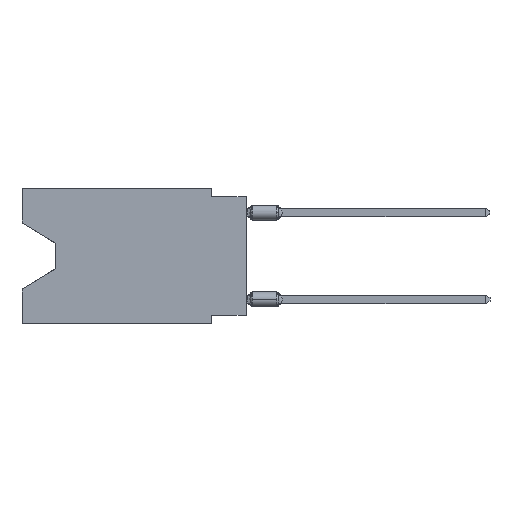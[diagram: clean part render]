
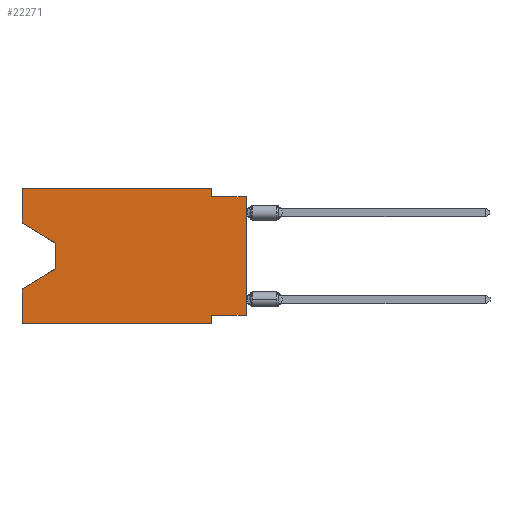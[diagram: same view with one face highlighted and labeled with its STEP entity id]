
A CAD part, left-side view. The second image highlights one B-rep face of the part: STEP entity #22271.
In plain terms, the highlighted planar face has unit normal (-1, 0, 0).
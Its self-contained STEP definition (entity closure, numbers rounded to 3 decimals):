
#317 = EDGE_LOOP ( 'NONE', ( #13606, #20476, #6422, #3700, #7521, #6021, #22885, #5401, #10756, #20085, #22346, #6363 ) ) ;
#638 = VERTEX_POINT ( 'NONE', #30106 ) ;
#1236 = CARTESIAN_POINT ( 'NONE',  ( 0., 16.383, 0. ) ) ;
#2208 = VERTEX_POINT ( 'NONE', #24944 ) ;
#2381 = EDGE_CURVE ( 'NONE', #3267, #638, #3147, .T. ) ;
#2462 = VECTOR ( 'NONE', #11399, 1000. ) ;
#2775 = CARTESIAN_POINT ( 'NONE',  ( 0., 0., -0.635 ) ) ;
#2917 = VERTEX_POINT ( 'NONE', #16784 ) ;
#3147 = LINE ( 'NONE', #30846, #19421 ) ;
#3172 = DIRECTION ( 'NONE',  ( 0., 0., 1. ) ) ;
#3267 = VERTEX_POINT ( 'NONE', #17825 ) ;
#3532 = LINE ( 'NONE', #28263, #25914 ) ;
#3700 = ORIENTED_EDGE ( 'NONE', *, *, #7545, .F. ) ;
#5016 = VECTOR ( 'NONE', #30905, 1000. ) ;
#5401 = ORIENTED_EDGE ( 'NONE', *, *, #15651, .T. ) ;
#5463 = CARTESIAN_POINT ( 'NONE',  ( 0., 16.383, 0. ) ) ;
#5602 = EDGE_CURVE ( 'NONE', #32225, #9012, #30157, .T. ) ;
#6021 = ORIENTED_EDGE ( 'NONE', *, *, #26674, .F. ) ;
#6130 = CARTESIAN_POINT ( 'NONE',  ( 0., 16.383, -2.546 ) ) ;
#6361 = DIRECTION ( 'NONE',  ( 0., 0., 1. ) ) ;
#6363 = ORIENTED_EDGE ( 'NONE', *, *, #9705, .F. ) ;
#6422 = ORIENTED_EDGE ( 'NONE', *, *, #23922, .T. ) ;
#6746 = DIRECTION ( 'NONE',  ( 0., 0., 1. ) ) ;
#6903 = CARTESIAN_POINT ( 'NONE',  ( 0., 16.383, 0. ) ) ;
#7194 = CARTESIAN_POINT ( 'NONE',  ( 0., 16.383, -9.906 ) ) ;
#7464 = LINE ( 'NONE', #5463, #23765 ) ;
#7521 = ORIENTED_EDGE ( 'NONE', *, *, #19932, .T. ) ;
#7545 = EDGE_CURVE ( 'NONE', #20728, #23171, #23815, .T. ) ;
#7571 = CARTESIAN_POINT ( 'NONE',  ( 0., 2.54, 0. ) ) ;
#8025 = VECTOR ( 'NONE', #29452, 1000. ) ;
#8368 = VECTOR ( 'NONE', #32406, 1000. ) ;
#8895 = CARTESIAN_POINT ( 'NONE',  ( 0., 16.383, 0. ) ) ;
#9012 = VERTEX_POINT ( 'NONE', #15883 ) ;
#9031 = CARTESIAN_POINT ( 'NONE',  ( 0., 13.97, -5.893 ) ) ;
#9429 = CARTESIAN_POINT ( 'NONE',  ( 0., 16.383, -9.906 ) ) ;
#9705 = EDGE_CURVE ( 'NONE', #13947, #27965, #17120, .T. ) ;
#10756 = ORIENTED_EDGE ( 'NONE', *, *, #5602, .F. ) ;
#11111 = LINE ( 'NONE', #21158, #5016 ) ;
#11136 = VECTOR ( 'NONE', #6746, 1000. ) ;
#11399 = DIRECTION ( 'NONE',  ( 0., 0., -1. ) ) ;
#12292 = VERTEX_POINT ( 'NONE', #7571 ) ;
#13606 = ORIENTED_EDGE ( 'NONE', *, *, #24253, .T. ) ;
#13947 = VERTEX_POINT ( 'NONE', #6130 ) ;
#15120 = EDGE_CURVE ( 'NONE', #12292, #32225, #11111, .T. ) ;
#15651 = EDGE_CURVE ( 'NONE', #3267, #9012, #25750, .T. ) ;
#15838 = DIRECTION ( 'NONE',  ( 0., 1., 0. ) ) ;
#15883 = CARTESIAN_POINT ( 'NONE',  ( 0., 0., -0.635 ) ) ;
#16784 = CARTESIAN_POINT ( 'NONE',  ( 0., 13.97, -4.013 ) ) ;
#17120 = LINE ( 'NONE', #8895, #11136 ) ;
#17359 = VECTOR ( 'NONE', #18313, 1000. ) ;
#17665 = DIRECTION ( 'NONE',  ( 0., -1., 0. ) ) ;
#17825 = CARTESIAN_POINT ( 'NONE',  ( 0., 0., -9.271 ) ) ;
#18313 = DIRECTION ( 'NONE',  ( 0., 0., -1. ) ) ;
#18459 = EDGE_CURVE ( 'NONE', #27965, #12292, #7464, .T. ) ;
#18470 = CARTESIAN_POINT ( 'NONE',  ( 0., 2.54, -0.635 ) ) ;
#18473 = CARTESIAN_POINT ( 'NONE',  ( 0., 2.54, -9.906 ) ) ;
#18690 = DIRECTION ( 'NONE',  ( 0., -0.855, -0.519 ) ) ;
#18746 = VERTEX_POINT ( 'NONE', #29494 ) ;
#19412 = PLANE ( 'NONE',  #32269 ) ;
#19421 = VECTOR ( 'NONE', #15838, 1000. ) ;
#19932 = EDGE_CURVE ( 'NONE', #20728, #18746, #29765, .T. ) ;
#20085 = ORIENTED_EDGE ( 'NONE', *, *, #15120, .F. ) ;
#20476 = ORIENTED_EDGE ( 'NONE', *, *, #30922, .T. ) ;
#20728 = VERTEX_POINT ( 'NONE', #9429 ) ;
#20788 = CARTESIAN_POINT ( 'NONE',  ( 0., 16.383, 0. ) ) ;
#20933 = LINE ( 'NONE', #22787, #17359 ) ;
#20943 = LINE ( 'NONE', #18473, #2462 ) ;
#21158 = CARTESIAN_POINT ( 'NONE',  ( 0., 2.54, 0. ) ) ;
#22030 = LINE ( 'NONE', #9031, #8025 ) ;
#22219 = FACE_OUTER_BOUND ( 'NONE', #317, .T. ) ;
#22271 = ADVANCED_FACE ( 'NONE', ( #22219 ), #19412, .F. ) ;
#22346 = ORIENTED_EDGE ( 'NONE', *, *, #18459, .F. ) ;
#22739 = VECTOR ( 'NONE', #23041, 1000. ) ;
#22787 = CARTESIAN_POINT ( 'NONE',  ( 0., 13.97, -4.013 ) ) ;
#22885 = ORIENTED_EDGE ( 'NONE', *, *, #2381, .F. ) ;
#23041 = DIRECTION ( 'NONE',  ( 0., -1., 0. ) ) ;
#23171 = VERTEX_POINT ( 'NONE', #29030 ) ;
#23271 = CARTESIAN_POINT ( 'NONE',  ( 0., 0., 0. ) ) ;
#23765 = VECTOR ( 'NONE', #17665, 1000. ) ;
#23815 = LINE ( 'NONE', #1236, #30323 ) ;
#23922 = EDGE_CURVE ( 'NONE', #2208, #23171, #22030, .T. ) ;
#24253 = EDGE_CURVE ( 'NONE', #13947, #2917, #3532, .T. ) ;
#24355 = DIRECTION ( 'NONE',  ( 0., 0., -1. ) ) ;
#24944 = CARTESIAN_POINT ( 'NONE',  ( 0., 13.97, -5.893 ) ) ;
#25750 = LINE ( 'NONE', #23271, #26044 ) ;
#25914 = VECTOR ( 'NONE', #18690, 1000. ) ;
#26044 = VECTOR ( 'NONE', #3172, 1000. ) ;
#26674 = EDGE_CURVE ( 'NONE', #638, #18746, #20943, .T. ) ;
#27965 = VERTEX_POINT ( 'NONE', #20788 ) ;
#28263 = CARTESIAN_POINT ( 'NONE',  ( 0., 16.383, -2.546 ) ) ;
#29030 = CARTESIAN_POINT ( 'NONE',  ( 0., 16.383, -7.36 ) ) ;
#29452 = DIRECTION ( 'NONE',  ( 0., 0.855, -0.519 ) ) ;
#29494 = CARTESIAN_POINT ( 'NONE',  ( 0., 2.54, -9.906 ) ) ;
#29765 = LINE ( 'NONE', #7194, #8368 ) ;
#30106 = CARTESIAN_POINT ( 'NONE',  ( 0., 2.54, -9.271 ) ) ;
#30157 = LINE ( 'NONE', #2775, #22739 ) ;
#30323 = VECTOR ( 'NONE', #6361, 1000. ) ;
#30846 = CARTESIAN_POINT ( 'NONE',  ( 0., 0., -9.271 ) ) ;
#30905 = DIRECTION ( 'NONE',  ( 0., 0., -1. ) ) ;
#30922 = EDGE_CURVE ( 'NONE', #2917, #2208, #20933, .T. ) ;
#32225 = VERTEX_POINT ( 'NONE', #18470 ) ;
#32269 = AXIS2_PLACEMENT_3D ( 'NONE', #6903, #32459, #24355 ) ;
#32406 = DIRECTION ( 'NONE',  ( 0., -1., 0. ) ) ;
#32459 = DIRECTION ( 'NONE',  ( 1., 0., 0. ) ) ;
